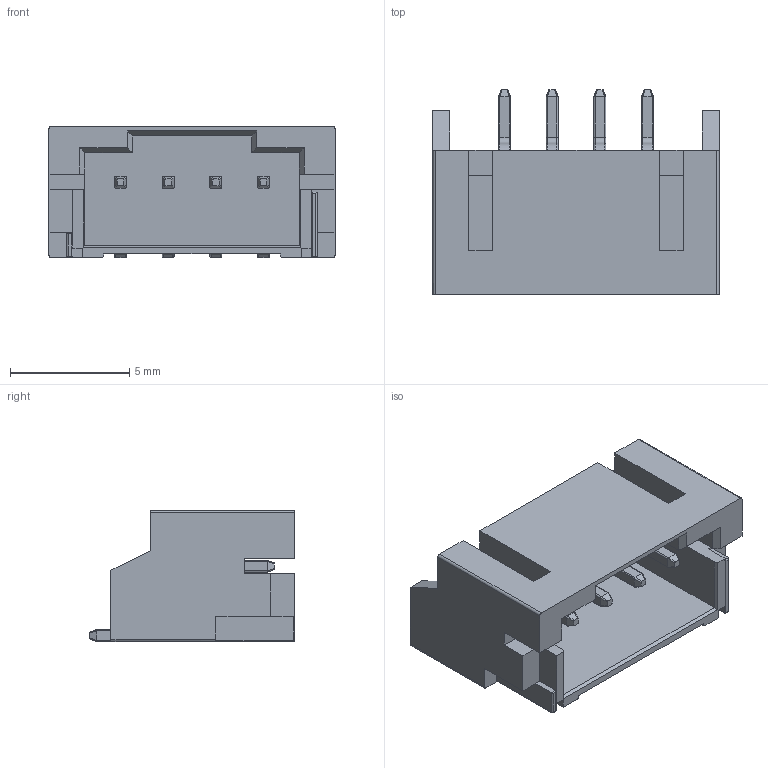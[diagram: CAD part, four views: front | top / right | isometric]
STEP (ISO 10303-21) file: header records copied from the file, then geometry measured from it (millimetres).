
FILE_DESCRIPTION (( 'STEP AP214' ), '1' );
FILE_NAME ('User Library-PH2.0-4PWB.STEP', '2025-05-28T03:18:39', ( '' ), ( '' ), 'SwSTEP 2.0', 'SolidWorks 2022', '' );
FILE_SCHEMA (( 'AUTOMOTIVE_DESIGN' ));
Length unit declared in the file: millimetre
Products named in the file (10): PH2.0_SMD-W-4P.STP; PH2_0_SMD-W-4P-13253_AF0_ASM.STP; PH2_0_SMD-W__1_200.STP; 2_1_200.STP; PH2.0-4PWB.STP; Designator14.STP; PH2_0_SMD-W-4P-3839_AF0_ASM.STP; User Library-PH2.0-4PWB; 1_1_2_A.STP; 3_1_200.STP
Assembly tree (12 placements, depth 7):
  User Library-PH2.0-4PWB
    PH2.0-4PWB.STP
      Designator14.STP
        PH2.0_SMD-W-4P.STP
          PH2_0_SMD-W-4P-3839_AF0_ASM.STP
            PH2_0_SMD-W-4P-13253_AF0_ASM.STP
              2_1_200.STP
              1_1_2_A.STP
              3_1_200.STP
            PH2_0_SMD-W__1_200.STP  x4
Bounding box: 12 x 8.6 x 5.5 mm (x, y, z)
Volume: 181.2 mm3; surface area: 633.2 mm2
Topology: 7 solids, 7 shells, 730 faces, 1897 edges, 1209 vertices
Faces by surface type: plane 490, cylinder 137, bspline 103
Entity records: 17745 total; most frequent: CARTESIAN_POINT 5568, ORIENTED_EDGE 2880, EDGE_CURVE 1440, B_SPLINE_CURVE_WITH_KNOTS 1379, DIRECTION 969, VERTEX_POINT 939, EDGE_LOOP 577, FACE_OUTER_BOUND 541
